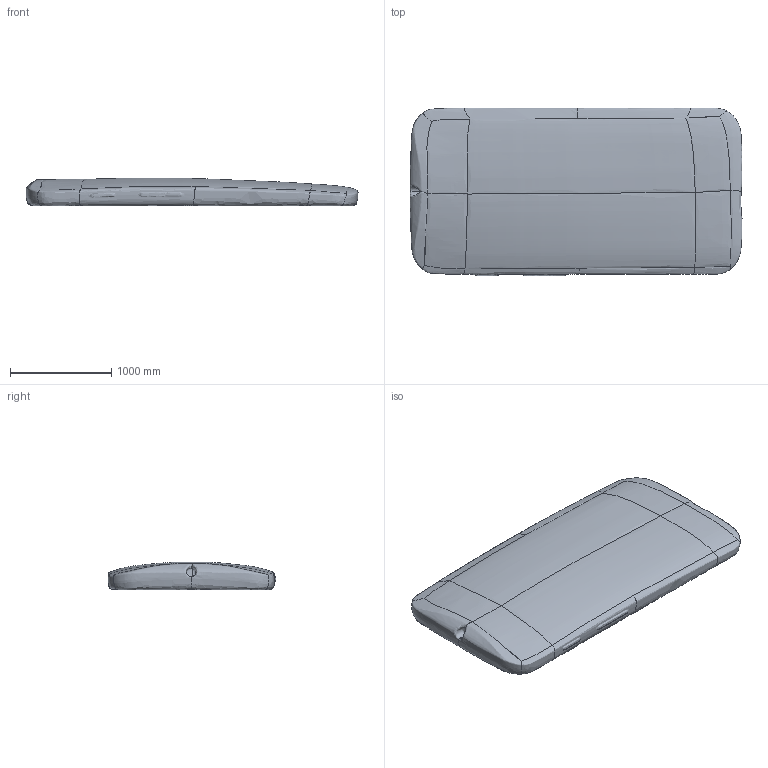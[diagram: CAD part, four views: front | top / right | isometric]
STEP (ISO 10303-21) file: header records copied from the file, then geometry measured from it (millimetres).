
FILE_DESCRIPTION (( 'STEP AP203' ), '1' );
FILE_NAME ('motoxgood.STEP', '2016-02-08T19:32:43', ( 'A' ), ( 'Microsoft' ), 'SwSTEP 2.0', 'SolidWorks 2015', '' );
FILE_SCHEMA (( 'CONFIG_CONTROL_DESIGN' ));
Products named in the file (1): motoxgood
Bounding box: 3279.67 x 1659.08 x 275.51 mm (x, y, z)
Volume: 1154360791.5 mm3; surface area: 11842358.9 mm2
Topology: 1 solids, 1 shells, 26 faces, 53 edges, 29 vertices
Faces by surface type: bspline 26
Entity records: 349997 total; most frequent: CARTESIAN_POINT 349566, ORIENTED_EDGE 106, B_SPLINE_CURVE_WITH_KNOTS 53, EDGE_CURVE 53, VERTEX_POINT 29, B_SPLINE_SURFACE_WITH_KNOTS 26, FACE_OUTER_BOUND 26, ADVANCED_FACE 26
